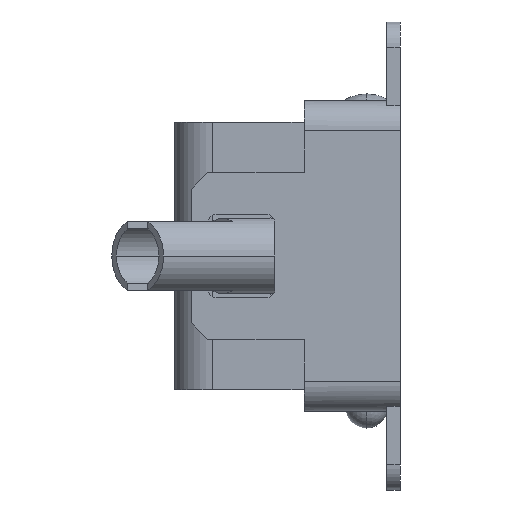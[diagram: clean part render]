
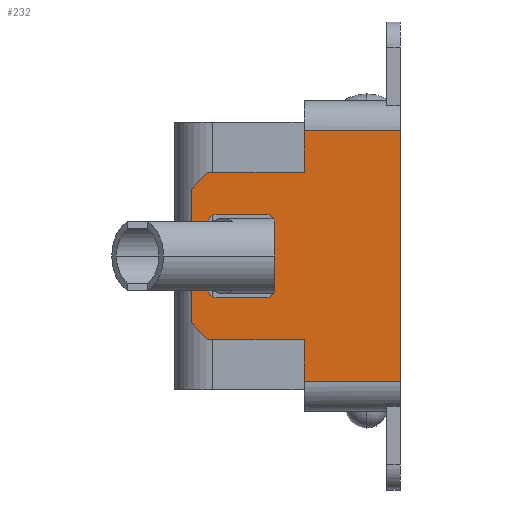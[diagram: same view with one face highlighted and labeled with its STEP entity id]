
A CAD part, left-side view. The second image highlights one B-rep face of the part: STEP entity #232.
In plain terms, the highlighted planar face has unit normal (-1, 0, 0).
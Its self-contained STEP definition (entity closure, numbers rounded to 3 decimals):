
#34 = DIRECTION ( 'NONE',  ( 0., 0., -1. ) ) ;
#39 = CARTESIAN_POINT ( 'NONE',  ( -29., 21., 8. ) ) ;
#68 = CARTESIAN_POINT ( 'NONE',  ( -29., -4., -15. ) ) ;
#69 = VERTEX_POINT ( 'NONE', #4674 ) ;
#95 = DIRECTION ( 'NONE',  ( 0., -1., 0. ) ) ;
#102 = LINE ( 'NONE', #5036, #5102 ) ;
#118 = DIRECTION ( 'NONE',  ( 0., -1., 0. ) ) ;
#204 = VERTEX_POINT ( 'NONE', #1205 ) ;
#226 = AXIS2_PLACEMENT_3D ( 'NONE', #1384, #836, #273 ) ;
#232 = ADVANCED_FACE ( 'NONE', ( #933, #5189 ), #507, .F. ) ;
#273 = DIRECTION ( 'NONE',  ( 0., 0., -1. ) ) ;
#393 = VECTOR ( 'NONE', #3570, 1000. ) ;
#411 = CARTESIAN_POINT ( 'NONE',  ( -29., 7.5, 28. ) ) ;
#474 = LINE ( 'NONE', #5401, #4970 ) ;
#492 = CARTESIAN_POINT ( 'NONE',  ( -29., 19., 4. ) ) ;
#507 = PLANE ( 'NONE',  #797 ) ;
#549 = ORIENTED_EDGE ( 'NONE', *, *, #1554, .T. ) ;
#559 = LINE ( 'NONE', #4918, #4626 ) ;
#584 = DIRECTION ( 'NONE',  ( 1., 0., 0. ) ) ;
#589 = EDGE_CURVE ( 'NONE', #204, #906, #474, .T. ) ;
#590 = LINE ( 'NONE', #39, #3565 ) ;
#594 = CARTESIAN_POINT ( 'NONE',  ( -29., 7.5, 10. ) ) ;
#632 = EDGE_CURVE ( 'NONE', #5064, #2857, #3411, .T. ) ;
#651 = CARTESIAN_POINT ( 'NONE',  ( -29., 7.5, -15. ) ) ;
#679 = CARTESIAN_POINT ( 'NONE',  ( -29., 21., 10. ) ) ;
#718 = ORIENTED_EDGE ( 'NONE', *, *, #2082, .F. ) ;
#731 = ORIENTED_EDGE ( 'NONE', *, *, #1115, .T. ) ;
#774 = CARTESIAN_POINT ( 'NONE',  ( -29., 18., -5. ) ) ;
#789 = LINE ( 'NONE', #4586, #1131 ) ;
#797 = AXIS2_PLACEMENT_3D ( 'NONE', #4865, #4295, #3724 ) ;
#836 = DIRECTION ( 'NONE',  ( 1., 0., 0. ) ) ;
#906 = VERTEX_POINT ( 'NONE', #594 ) ;
#933 = FACE_BOUND ( 'NONE', #4870, .T. ) ;
#981 = VECTOR ( 'NONE', #2225, 1000. ) ;
#1009 = VERTEX_POINT ( 'NONE', #68 ) ;
#1016 = ORIENTED_EDGE ( 'NONE', *, *, #1804, .T. ) ;
#1079 = ORIENTED_EDGE ( 'NONE', *, *, #1368, .T. ) ;
#1115 = EDGE_CURVE ( 'NONE', #1321, #4263, #1505, .T. ) ;
#1122 = VERTEX_POINT ( 'NONE', #3604 ) ;
#1131 = VECTOR ( 'NONE', #4009, 1000. ) ;
#1205 = CARTESIAN_POINT ( 'NONE',  ( -29., 7.5, 15. ) ) ;
#1213 = EDGE_CURVE ( 'NONE', #1468, #1852, #559, .T. ) ;
#1223 = LINE ( 'NONE', #651, #3504 ) ;
#1247 = LINE ( 'NONE', #679, #3000 ) ;
#1321 = VERTEX_POINT ( 'NONE', #2262 ) ;
#1361 = VECTOR ( 'NONE', #3680, 1000. ) ;
#1368 = EDGE_CURVE ( 'NONE', #3179, #3299, #590, .T. ) ;
#1384 = CARTESIAN_POINT ( 'NONE',  ( -29., 12., -4. ) ) ;
#1405 = ORIENTED_EDGE ( 'NONE', *, *, #589, .T. ) ;
#1444 = VECTOR ( 'NONE', #2709, 1000. ) ;
#1446 = EDGE_CURVE ( 'NONE', #5064, #4559, #2965, .T. ) ;
#1468 = VERTEX_POINT ( 'NONE', #492 ) ;
#1489 = ORIENTED_EDGE ( 'NONE', *, *, #3107, .T. ) ;
#1505 = LINE ( 'NONE', #411, #3138 ) ;
#1537 = EDGE_CURVE ( 'NONE', #1755, #1009, #789, .T. ) ;
#1554 = EDGE_CURVE ( 'NONE', #4263, #1009, #1223, .T. ) ;
#1593 = ORIENTED_EDGE ( 'NONE', *, *, #1213, .F. ) ;
#1670 = EDGE_CURVE ( 'NONE', #1122, #4559, #4345, .T. ) ;
#1674 = EDGE_LOOP ( 'NONE', ( #5255, #4070, #1822, #731, #549, #3949, #3608, #1405, #718, #1079 ) ) ;
#1692 = CARTESIAN_POINT ( 'NONE',  ( -29., 18., 4. ) ) ;
#1731 = DIRECTION ( 'NONE',  ( 0., 0., -1. ) ) ;
#1755 = VERTEX_POINT ( 'NONE', #2383 ) ;
#1804 = EDGE_CURVE ( 'NONE', #1468, #2857, #2554, .T. ) ;
#1822 = ORIENTED_EDGE ( 'NONE', *, *, #4387, .T. ) ;
#1852 = VERTEX_POINT ( 'NONE', #4101 ) ;
#1904 = EDGE_CURVE ( 'NONE', #2391, #2500, #3833, .T. ) ;
#2082 = EDGE_CURVE ( 'NONE', #3179, #906, #1247, .T. ) ;
#2225 = DIRECTION ( 'NONE',  ( 0., -1., 0. ) ) ;
#2262 = CARTESIAN_POINT ( 'NONE',  ( -29., 7.5, -10. ) ) ;
#2287 = VECTOR ( 'NONE', #2644, 1000. ) ;
#2295 = DIRECTION ( 'NONE',  ( 1., 0., 0. ) ) ;
#2306 = DIRECTION ( 'NONE',  ( 0., 1., 0. ) ) ;
#2383 = CARTESIAN_POINT ( 'NONE',  ( -29., -4., 15. ) ) ;
#2391 = VERTEX_POINT ( 'NONE', #774 ) ;
#2413 = CARTESIAN_POINT ( 'NONE',  ( -29., 11., 4. ) ) ;
#2440 = CARTESIAN_POINT ( 'NONE',  ( -29., 18., 5. ) ) ;
#2455 = DIRECTION ( 'NONE',  ( 0., 0., -1. ) ) ;
#2500 = VERTEX_POINT ( 'NONE', #2601 ) ;
#2537 = ORIENTED_EDGE ( 'NONE', *, *, #1446, .T. ) ;
#2538 = CARTESIAN_POINT ( 'NONE',  ( -29., 19., 10. ) ) ;
#2554 = CIRCLE ( 'NONE', #3029, 1. ) ;
#2601 = CARTESIAN_POINT ( 'NONE',  ( -29., 12., -5. ) ) ;
#2644 = DIRECTION ( 'NONE',  ( 0., 0., 1. ) ) ;
#2709 = DIRECTION ( 'NONE',  ( 0., -1., 0. ) ) ;
#2743 = CARTESIAN_POINT ( 'NONE',  ( -29., 7.5, -15. ) ) ;
#2777 = CARTESIAN_POINT ( 'NONE',  ( -29., 21., -10. ) ) ;
#2857 = VERTEX_POINT ( 'NONE', #2440 ) ;
#2865 = CARTESIAN_POINT ( 'NONE',  ( -29., 19., 5. ) ) ;
#2965 = CIRCLE ( 'NONE', #4291, 1. ) ;
#3000 = VECTOR ( 'NONE', #118, 1000. ) ;
#3008 = DIRECTION ( 'NONE',  ( 1., 0., 0. ) ) ;
#3029 = AXIS2_PLACEMENT_3D ( 'NONE', #1692, #584, #34 ) ;
#3107 = EDGE_CURVE ( 'NONE', #1122, #2500, #5104, .T. ) ;
#3138 = VECTOR ( 'NONE', #5324, 1000. ) ;
#3179 = VERTEX_POINT ( 'NONE', #2538 ) ;
#3202 = CARTESIAN_POINT ( 'NONE',  ( -29., 11., -5. ) ) ;
#3265 = CARTESIAN_POINT ( 'NONE',  ( -29., 19., -5. ) ) ;
#3299 = VERTEX_POINT ( 'NONE', #5135 ) ;
#3301 = VERTEX_POINT ( 'NONE', #4561 ) ;
#3330 = LINE ( 'NONE', #2777, #981 ) ;
#3399 = CARTESIAN_POINT ( 'NONE',  ( -29., 12., 4. ) ) ;
#3411 = LINE ( 'NONE', #2865, #3412 ) ;
#3412 = VECTOR ( 'NONE', #2306, 1000. ) ;
#3504 = VECTOR ( 'NONE', #95, 1000. ) ;
#3547 = CARTESIAN_POINT ( 'NONE',  ( -29., 12., 5. ) ) ;
#3559 = CARTESIAN_POINT ( 'NONE',  ( -29., 18., -4. ) ) ;
#3565 = VECTOR ( 'NONE', #4954, 1000. ) ;
#3570 = DIRECTION ( 'NONE',  ( 0., -0.707, -0.707 ) ) ;
#3604 = CARTESIAN_POINT ( 'NONE',  ( -29., 11., -4. ) ) ;
#3608 = ORIENTED_EDGE ( 'NONE', *, *, #5469, .T. ) ;
#3680 = DIRECTION ( 'NONE',  ( 0., 1., 0. ) ) ;
#3724 = DIRECTION ( 'NONE',  ( 0., 0., -1. ) ) ;
#3746 = ORIENTED_EDGE ( 'NONE', *, *, #1904, .F. ) ;
#3806 = ORIENTED_EDGE ( 'NONE', *, *, #4202, .T. ) ;
#3833 = LINE ( 'NONE', #3265, #1444 ) ;
#3859 = EDGE_CURVE ( 'NONE', #3301, #69, #4719, .T. ) ;
#3926 = EDGE_CURVE ( 'NONE', #3301, #3299, #102, .T. ) ;
#3949 = ORIENTED_EDGE ( 'NONE', *, *, #1537, .F. ) ;
#4009 = DIRECTION ( 'NONE',  ( 0., 0., -1. ) ) ;
#4070 = ORIENTED_EDGE ( 'NONE', *, *, #3859, .T. ) ;
#4101 = CARTESIAN_POINT ( 'NONE',  ( -29., 19., -4. ) ) ;
#4157 = CARTESIAN_POINT ( 'NONE',  ( -29., 21., -8. ) ) ;
#4202 = EDGE_CURVE ( 'NONE', #2391, #1852, #5352, .T. ) ;
#4254 = CARTESIAN_POINT ( 'NONE',  ( -29., 7.5, 15. ) ) ;
#4263 = VERTEX_POINT ( 'NONE', #2743 ) ;
#4291 = AXIS2_PLACEMENT_3D ( 'NONE', #3399, #2295, #1731 ) ;
#4295 = DIRECTION ( 'NONE',  ( 1., 0., 0. ) ) ;
#4345 = LINE ( 'NONE', #3202, #2287 ) ;
#4351 = DIRECTION ( 'NONE',  ( 0., 0., -1. ) ) ;
#4387 = EDGE_CURVE ( 'NONE', #69, #1321, #3330, .T. ) ;
#4525 = DIRECTION ( 'NONE',  ( 0., 0., 1. ) ) ;
#4559 = VERTEX_POINT ( 'NONE', #2413 ) ;
#4561 = CARTESIAN_POINT ( 'NONE',  ( -29., 21., -8. ) ) ;
#4586 = CARTESIAN_POINT ( 'NONE',  ( -29., -4., 28. ) ) ;
#4626 = VECTOR ( 'NONE', #4351, 1000. ) ;
#4674 = CARTESIAN_POINT ( 'NONE',  ( -29., 19., -10. ) ) ;
#4719 = LINE ( 'NONE', #4157, #393 ) ;
#4828 = DIRECTION ( 'NONE',  ( 0., 0., -1. ) ) ;
#4853 = ORIENTED_EDGE ( 'NONE', *, *, #1670, .F. ) ;
#4865 = CARTESIAN_POINT ( 'NONE',  ( -29., 7.5, 28. ) ) ;
#4870 = EDGE_LOOP ( 'NONE', ( #4853, #1489, #3746, #3806, #1593, #1016, #5280, #2537 ) ) ;
#4918 = CARTESIAN_POINT ( 'NONE',  ( -29., 19., -5. ) ) ;
#4954 = DIRECTION ( 'NONE',  ( 0., 0.707, -0.707 ) ) ;
#4970 = VECTOR ( 'NONE', #4828, 1000. ) ;
#5036 = CARTESIAN_POINT ( 'NONE',  ( -29., 21., -10. ) ) ;
#5064 = VERTEX_POINT ( 'NONE', #3547 ) ;
#5081 = AXIS2_PLACEMENT_3D ( 'NONE', #3559, #3008, #2455 ) ;
#5102 = VECTOR ( 'NONE', #4525, 1000. ) ;
#5104 = CIRCLE ( 'NONE', #226, 1. ) ;
#5135 = CARTESIAN_POINT ( 'NONE',  ( -29., 21., 8. ) ) ;
#5189 = FACE_OUTER_BOUND ( 'NONE', #1674, .T. ) ;
#5255 = ORIENTED_EDGE ( 'NONE', *, *, #3926, .F. ) ;
#5280 = ORIENTED_EDGE ( 'NONE', *, *, #632, .F. ) ;
#5324 = DIRECTION ( 'NONE',  ( 0., 0., -1. ) ) ;
#5352 = CIRCLE ( 'NONE', #5081, 1. ) ;
#5399 = LINE ( 'NONE', #4254, #1361 ) ;
#5401 = CARTESIAN_POINT ( 'NONE',  ( -29., 7.5, 28. ) ) ;
#5469 = EDGE_CURVE ( 'NONE', #1755, #204, #5399, .T. ) ;
